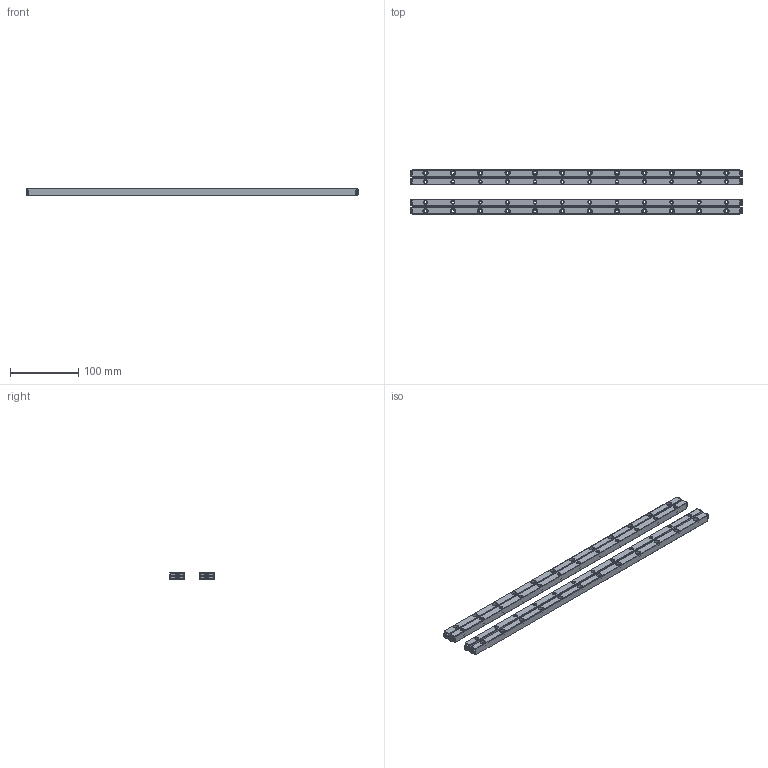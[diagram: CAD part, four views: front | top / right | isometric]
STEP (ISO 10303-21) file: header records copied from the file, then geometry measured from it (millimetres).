
FILE_DESCRIPTION(/* description */ (''),/* implementation_level */ '2;1');
FILE_NAME(/* name */ 'Set RSD-4480x47AA.stp',/* time_stamp */ '2018-12-06T19:01:50+01:00',/* author */ (''),/* organization */ (''),/* preprocessor_version */ 'ST-DEVELOPER v16.7',/* originating_system */ 'SIEMENS PLM Software NX 12.0',/* authorisation */ '');
FILE_SCHEMA (('AUTOMOTIVE_DESIGN { 1 0 10303 214 3 1 1 1 }'));
Length unit declared in the file: millimetre
Products named in the file (6): 019791_A_5-Roller Ø4x3.8; 022404_A_6-Body Cage R4x47AA; 011460_A_2-Endscrew GA 4; 005360_D_1-Rail RSD-4480; 024232_A_6-Roller Cage R4x47AA Assy; 040886_A_1-Set RSD-4480x47AA
Assembly tree (62 placements, depth 3):
  040886_A_1-Set RSD-4480x47AA
    005360_D_1-Rail RSD-4480  x4
    024232_A_6-Roller Cage R4x47AA Assy  x2
      022404_A_6-Body Cage R4x47AA
      019791_A_5-Roller Ø4x3.8
    011460_A_2-Endscrew GA 4  x8
Bounding box: 485.4 x 64.98 x 11.63 mm (x, y, z)
Volume: 197979.2 mm3; surface area: 113589.4 mm2
Topology: 108 solids, 108 shells, 3862 faces, 9860 edges, 6270 vertices
Faces by surface type: plane 1940, cylinder 1542, cone 380
Full cylindrical faces by diameter (mm): 2.6 x8, 3 x8, 3.2 x8, 4 x94, 4.2 x48, 7.5 x48, 9 x8
Entity records: 48705 total; most frequent: DIRECTION 8728, CARTESIAN_POINT 8338, ORIENTED_EDGE 8164, EDGE_CURVE 4082, AXIS2_PLACEMENT_3D 3038, LINE 2652, VECTOR 2652, VERTEX_POINT 2632
